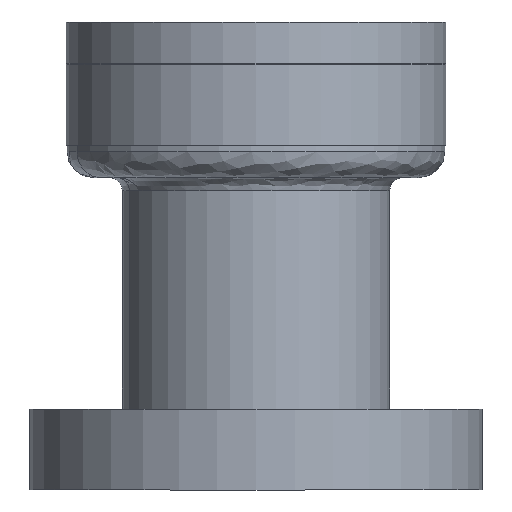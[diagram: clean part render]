
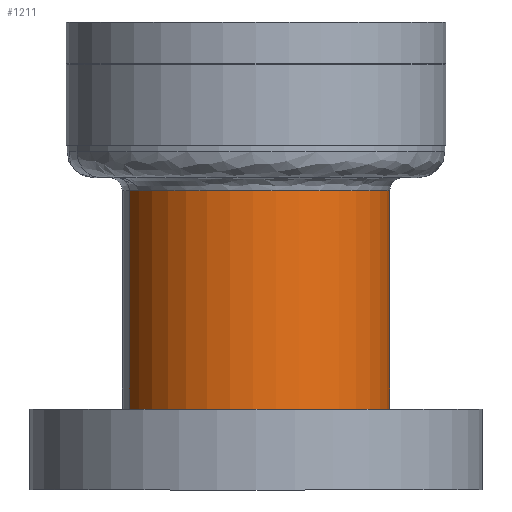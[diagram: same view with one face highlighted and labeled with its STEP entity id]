
A CAD part, front view. The second image highlights one B-rep face of the part: STEP entity #1211.
In plain terms, the highlighted cylindrical face has radius 20.65 mm (diameter 41.3 mm), a partial arc.
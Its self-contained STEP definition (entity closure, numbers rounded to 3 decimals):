
#47 = VERTEX_POINT ( 'NONE', #1403 ) ;
#77 = VECTOR ( 'NONE', #1700, 1000. ) ;
#89 = EDGE_CURVE ( 'NONE', #790, #47, #423, .T. ) ;
#121 = CIRCLE ( 'NONE', #351, 20.65 ) ;
#243 = DIRECTION ( 'NONE',  ( 0., 0., 1. ) ) ;
#351 = AXIS2_PLACEMENT_3D ( 'NONE', #2672, #2705, #2505 ) ;
#389 = CARTESIAN_POINT ( 'NONE',  ( -20.65, 0., 28. ) ) ;
#423 = LINE ( 'NONE', #3386, #1123 ) ;
#591 = CARTESIAN_POINT ( 'NONE',  ( -20.65, 0., 8. ) ) ;
#772 = ORIENTED_EDGE ( 'NONE', *, *, #1762, .T. ) ;
#790 = VERTEX_POINT ( 'NONE', #2597 ) ;
#792 = CARTESIAN_POINT ( 'NONE',  ( -20.65, 0., 50. ) ) ;
#1116 = AXIS2_PLACEMENT_3D ( 'NONE', #2395, #3359, #1583 ) ;
#1123 = VECTOR ( 'NONE', #1539, 1000. ) ;
#1211 = ADVANCED_FACE ( 'NONE', ( #2781 ), #3246, .T. ) ;
#1403 = CARTESIAN_POINT ( 'NONE',  ( 20.65, 0., 8. ) ) ;
#1539 = DIRECTION ( 'NONE',  ( 0., 0., -1. ) ) ;
#1583 = DIRECTION ( 'NONE',  ( -1., 0., 0. ) ) ;
#1596 = EDGE_LOOP ( 'NONE', ( #2697, #772, #3370, #2995 ) ) ;
#1657 = EDGE_CURVE ( 'NONE', #2904, #3084, #2860, .T. ) ;
#1700 = DIRECTION ( 'NONE',  ( 0., 0., -1. ) ) ;
#1762 = EDGE_CURVE ( 'NONE', #790, #2904, #121, .T. ) ;
#1799 = CARTESIAN_POINT ( 'NONE',  ( 0., 0., 8. ) ) ;
#2057 = DIRECTION ( 'NONE',  ( -1., 0., 0. ) ) ;
#2270 = AXIS2_PLACEMENT_3D ( 'NONE', #1799, #243, #2057 ) ;
#2395 = CARTESIAN_POINT ( 'NONE',  ( 0., 0., 28. ) ) ;
#2505 = DIRECTION ( 'NONE',  ( -1., 0., 0. ) ) ;
#2597 = CARTESIAN_POINT ( 'NONE',  ( 20.65, 0., 50. ) ) ;
#2672 = CARTESIAN_POINT ( 'NONE',  ( 0., 0., 50. ) ) ;
#2697 = ORIENTED_EDGE ( 'NONE', *, *, #89, .F. ) ;
#2705 = DIRECTION ( 'NONE',  ( 0., 0., -1. ) ) ;
#2717 = EDGE_CURVE ( 'NONE', #3084, #47, #2888, .T. ) ;
#2781 = FACE_OUTER_BOUND ( 'NONE', #1596, .T. ) ;
#2860 = LINE ( 'NONE', #389, #77 ) ;
#2888 = CIRCLE ( 'NONE', #2270, 20.65 ) ;
#2904 = VERTEX_POINT ( 'NONE', #792 ) ;
#2995 = ORIENTED_EDGE ( 'NONE', *, *, #2717, .T. ) ;
#3084 = VERTEX_POINT ( 'NONE', #591 ) ;
#3246 = CYLINDRICAL_SURFACE ( 'NONE', #1116, 20.65 ) ;
#3359 = DIRECTION ( 'NONE',  ( 0., 0., -1. ) ) ;
#3370 = ORIENTED_EDGE ( 'NONE', *, *, #1657, .T. ) ;
#3386 = CARTESIAN_POINT ( 'NONE',  ( 20.65, 0., 28. ) ) ;
